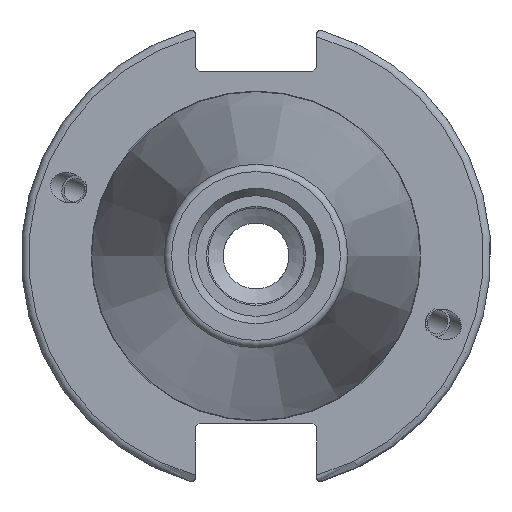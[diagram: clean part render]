
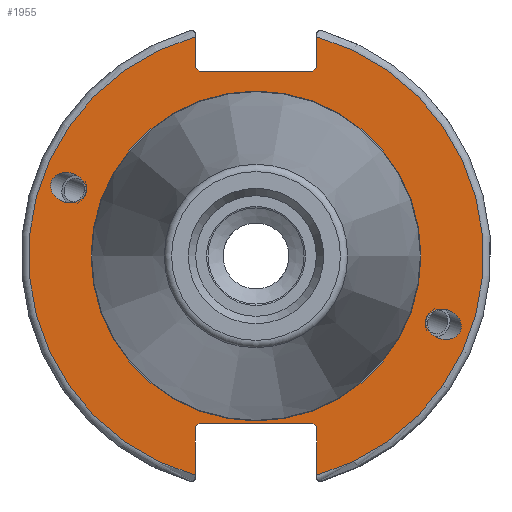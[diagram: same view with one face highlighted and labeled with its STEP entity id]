
A CAD part, left-side view. The second image highlights one B-rep face of the part: STEP entity #1955.
In plain terms, the highlighted planar face has unit normal (-1, 0, 0).
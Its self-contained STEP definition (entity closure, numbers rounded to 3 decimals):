
#46=ELLIPSE('',#2178,2.442,2.);
#50=ELLIPSE('',#2200,2.442,2.);
#62=FACE_BOUND('',#522,.T.);
#63=FACE_BOUND('',#523,.T.);
#64=FACE_BOUND('',#524,.T.);
#76=PLANE('',#2213);
#182=LINE('',#3416,#277);
#183=LINE('',#3418,#278);
#184=LINE('',#3420,#279);
#185=LINE('',#3422,#280);
#186=LINE('',#3424,#281);
#187=LINE('',#3428,#282);
#188=LINE('',#3430,#283);
#189=LINE('',#3432,#284);
#190=LINE('',#3434,#285);
#191=LINE('',#3435,#286);
#277=VECTOR('',#2728,10.);
#278=VECTOR('',#2729,10.);
#279=VECTOR('',#2730,10.);
#280=VECTOR('',#2731,10.);
#281=VECTOR('',#2732,10.);
#282=VECTOR('',#2735,10.);
#283=VECTOR('',#2736,10.);
#284=VECTOR('',#2737,10.);
#285=VECTOR('',#2738,10.);
#286=VECTOR('',#2739,10.);
#412=FACE_OUTER_BOUND('',#521,.T.);
#521=EDGE_LOOP('',(#1618,#1619,#1620,#1621,#1622,#1623,#1624,#1625,#1626,
#1627,#1628,#1629));
#522=EDGE_LOOP('',(#1630));
#523=EDGE_LOOP('',(#1631));
#524=EDGE_LOOP('',(#1632,#1633));
#690=CIRCLE('',#2209,22.3);
#691=CIRCLE('',#2210,22.3);
#694=CIRCLE('',#2214,30.75);
#695=CIRCLE('',#2215,30.75);
#852=VERTEX_POINT('',#3345);
#865=VERTEX_POINT('',#3386);
#871=VERTEX_POINT('',#3403);
#872=VERTEX_POINT('',#3405);
#874=VERTEX_POINT('',#3412);
#875=VERTEX_POINT('',#3413);
#876=VERTEX_POINT('',#3415);
#877=VERTEX_POINT('',#3417);
#878=VERTEX_POINT('',#3419);
#879=VERTEX_POINT('',#3421);
#880=VERTEX_POINT('',#3423);
#881=VERTEX_POINT('',#3425);
#882=VERTEX_POINT('',#3427);
#883=VERTEX_POINT('',#3429);
#884=VERTEX_POINT('',#3431);
#885=VERTEX_POINT('',#3433);
#1110=EDGE_CURVE('',#852,#852,#46,.T.);
#1130=EDGE_CURVE('',#865,#865,#50,.T.);
#1138=EDGE_CURVE('',#871,#872,#690,.T.);
#1139=EDGE_CURVE('',#872,#871,#691,.T.);
#1142=EDGE_CURVE('',#874,#875,#694,.T.);
#1143=EDGE_CURVE('',#874,#876,#182,.T.);
#1144=EDGE_CURVE('',#877,#876,#183,.T.);
#1145=EDGE_CURVE('',#877,#878,#184,.T.);
#1146=EDGE_CURVE('',#879,#878,#185,.T.);
#1147=EDGE_CURVE('',#879,#880,#186,.T.);
#1148=EDGE_CURVE('',#881,#880,#695,.T.);
#1149=EDGE_CURVE('',#881,#882,#187,.T.);
#1150=EDGE_CURVE('',#883,#882,#188,.T.);
#1151=EDGE_CURVE('',#883,#884,#189,.T.);
#1152=EDGE_CURVE('',#885,#884,#190,.T.);
#1153=EDGE_CURVE('',#885,#875,#191,.T.);
#1618=ORIENTED_EDGE('',*,*,#1142,.F.);
#1619=ORIENTED_EDGE('',*,*,#1143,.T.);
#1620=ORIENTED_EDGE('',*,*,#1144,.F.);
#1621=ORIENTED_EDGE('',*,*,#1145,.T.);
#1622=ORIENTED_EDGE('',*,*,#1146,.F.);
#1623=ORIENTED_EDGE('',*,*,#1147,.T.);
#1624=ORIENTED_EDGE('',*,*,#1148,.F.);
#1625=ORIENTED_EDGE('',*,*,#1149,.T.);
#1626=ORIENTED_EDGE('',*,*,#1150,.F.);
#1627=ORIENTED_EDGE('',*,*,#1151,.T.);
#1628=ORIENTED_EDGE('',*,*,#1152,.F.);
#1629=ORIENTED_EDGE('',*,*,#1153,.T.);
#1630=ORIENTED_EDGE('',*,*,#1110,.T.);
#1631=ORIENTED_EDGE('',*,*,#1130,.T.);
#1632=ORIENTED_EDGE('',*,*,#1139,.F.);
#1633=ORIENTED_EDGE('',*,*,#1138,.F.);
#1955=ADVANCED_FACE('',(#412,#62,#63,#64),#76,.T.);
#2178=AXIS2_PLACEMENT_3D('',#3347,#2646,#2647);
#2200=AXIS2_PLACEMENT_3D('',#3388,#2696,#2697);
#2209=AXIS2_PLACEMENT_3D('',#3406,#2716,#2717);
#2210=AXIS2_PLACEMENT_3D('',#3407,#2718,#2719);
#2213=AXIS2_PLACEMENT_3D('',#3411,#2724,#2725);
#2214=AXIS2_PLACEMENT_3D('',#3414,#2726,#2727);
#2215=AXIS2_PLACEMENT_3D('',#3426,#2733,#2734);
#2646=DIRECTION('center_axis',(1.,0.,0.));
#2647=DIRECTION('ref_axis',(0.,-0.94,-0.342));
#2696=DIRECTION('center_axis',(1.,0.,0.));
#2697=DIRECTION('ref_axis',(0.,0.94,0.342));
#2716=DIRECTION('center_axis',(-1.,0.,0.));
#2717=DIRECTION('ref_axis',(0.,-1.,0.));
#2718=DIRECTION('center_axis',(-1.,0.,0.));
#2719=DIRECTION('ref_axis',(0.,-1.,0.));
#2724=DIRECTION('center_axis',(-1.,0.,0.));
#2725=DIRECTION('ref_axis',(0.,0.,1.));
#2726=DIRECTION('center_axis',(1.,0.,0.));
#2727=DIRECTION('ref_axis',(0.,-1.,0.));
#2728=DIRECTION('',(0.,0.,-1.));
#2729=DIRECTION('',(0.,-0.707,0.707));
#2730=DIRECTION('',(0.,1.,0.));
#2731=DIRECTION('',(0.,-0.707,-0.707));
#2732=DIRECTION('',(0.,0.,1.));
#2733=DIRECTION('center_axis',(1.,0.,0.));
#2734=DIRECTION('ref_axis',(0.,1.,0.));
#2735=DIRECTION('',(0.,0.,1.));
#2736=DIRECTION('',(0.,0.707,-0.707));
#2737=DIRECTION('',(0.,-1.,0.));
#2738=DIRECTION('',(0.,0.707,0.707));
#2739=DIRECTION('',(0.,0.,-1.));
#3345=CARTESIAN_POINT('',(3.175,-23.077,-8.399));
#3347=CARTESIAN_POINT('Origin',(3.175,-25.372,-9.235));
#3386=CARTESIAN_POINT('',(3.175,23.077,8.399));
#3388=CARTESIAN_POINT('Origin',(3.175,25.372,9.235));
#3403=CARTESIAN_POINT('',(3.175,0.,22.3));
#3405=CARTESIAN_POINT('',(3.175,22.3,0.));
#3406=CARTESIAN_POINT('Origin',(3.175,0.,0.));
#3407=CARTESIAN_POINT('Origin',(3.175,0.,0.));
#3411=CARTESIAN_POINT('Origin',(3.175,31.75,0.));
#3412=CARTESIAN_POINT('',(3.175,-8.19,29.639));
#3413=CARTESIAN_POINT('',(3.175,-8.19,-29.639));
#3414=CARTESIAN_POINT('Origin',(3.175,0.,0.));
#3415=CARTESIAN_POINT('',(3.175,-8.19,25.5));
#3416=CARTESIAN_POINT('',(3.175,-8.19,12.5));
#3417=CARTESIAN_POINT('',(3.175,-7.69,25.));
#3418=CARTESIAN_POINT('',(3.175,8.295,9.015));
#3419=CARTESIAN_POINT('',(3.175,7.69,25.));
#3420=CARTESIAN_POINT('',(3.175,15.875,25.));
#3421=CARTESIAN_POINT('',(3.175,8.19,25.5));
#3422=CARTESIAN_POINT('',(3.175,7.58,24.89));
#3423=CARTESIAN_POINT('',(3.175,8.19,29.639));
#3424=CARTESIAN_POINT('',(3.175,8.19,12.5));
#3425=CARTESIAN_POINT('',(3.175,8.19,-29.639));
#3426=CARTESIAN_POINT('Origin',(3.175,0.,0.));
#3427=CARTESIAN_POINT('',(3.175,8.19,-23.1));
#3428=CARTESIAN_POINT('',(3.175,8.19,-11.3));
#3429=CARTESIAN_POINT('',(3.175,7.69,-22.6));
#3430=CARTESIAN_POINT('',(3.175,8.18,-23.09));
#3431=CARTESIAN_POINT('',(3.175,-7.69,-22.6));
#3432=CARTESIAN_POINT('',(3.175,15.875,-22.6));
#3433=CARTESIAN_POINT('',(3.175,-8.19,-23.1));
#3434=CARTESIAN_POINT('',(3.175,7.695,-7.215));
#3435=CARTESIAN_POINT('',(3.175,-8.19,-11.3));
